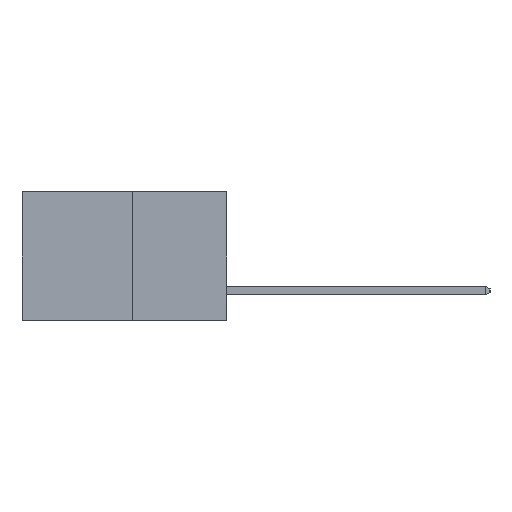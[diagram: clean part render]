
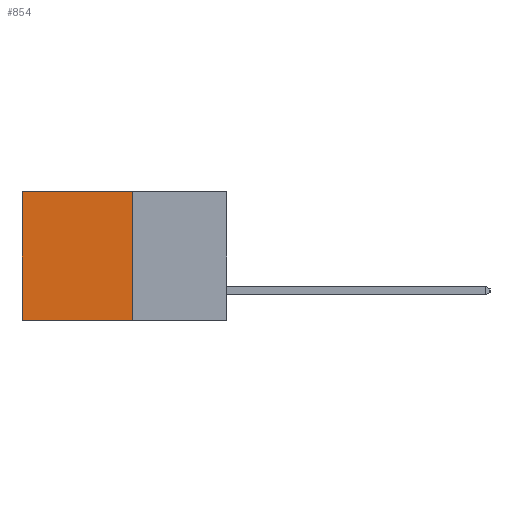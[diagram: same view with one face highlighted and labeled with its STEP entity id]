
A CAD part, left-side view. The second image highlights one B-rep face of the part: STEP entity #854.
In plain terms, the highlighted planar face has unit normal (-1, 0, 0).
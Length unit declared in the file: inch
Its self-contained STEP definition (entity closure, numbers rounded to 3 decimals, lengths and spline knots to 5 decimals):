
#71 = ORIENTED_EDGE ( 'NONE', *, *, #4464, .T. ) ;
#248 = ORIENTED_EDGE ( 'NONE', *, *, #5994, .F. ) ;
#443 = EDGE_CURVE ( 'NONE', #3154, #1159, #1443, .T. ) ;
#542 = CARTESIAN_POINT ( 'NONE',  ( 0.277, 0.59, 0. ) ) ;
#852 = AXIS2_PLACEMENT_3D ( 'NONE', #7134, #8492, #7235 ) ;
#854 = ADVANCED_FACE ( 'NONE', ( #3451 ), #6243, .F. ) ;
#1159 = VERTEX_POINT ( 'NONE', #4937 ) ;
#1181 = VECTOR ( 'NONE', #8152, 39.37008 ) ;
#1443 = LINE ( 'NONE', #6915, #1181 ) ;
#1521 = CARTESIAN_POINT ( 'NONE',  ( 0.277, 0.59, -0.37 ) ) ;
#1535 = LINE ( 'NONE', #5259, #1781 ) ;
#1781 = VECTOR ( 'NONE', #5247, 39.37008 ) ;
#2375 = VECTOR ( 'NONE', #4726, 39.37008 ) ;
#2485 = ORIENTED_EDGE ( 'NONE', *, *, #443, .F. ) ;
#2604 = LINE ( 'NONE', #4720, #2375 ) ;
#3154 = VERTEX_POINT ( 'NONE', #5057 ) ;
#3451 = FACE_OUTER_BOUND ( 'NONE', #7377, .T. ) ;
#3633 = VERTEX_POINT ( 'NONE', #542 ) ;
#4464 = EDGE_CURVE ( 'NONE', #3633, #8262, #7494, .T. ) ;
#4720 = CARTESIAN_POINT ( 'NONE',  ( 0.277, 0.27, -0.37 ) ) ;
#4726 = DIRECTION ( 'NONE',  ( 0., 1., 0. ) ) ;
#4937 = CARTESIAN_POINT ( 'NONE',  ( 0.277, 0.27, -0.37 ) ) ;
#5057 = CARTESIAN_POINT ( 'NONE',  ( 0.277, 0.27, 0. ) ) ;
#5247 = DIRECTION ( 'NONE',  ( 0., 1., 0. ) ) ;
#5259 = CARTESIAN_POINT ( 'NONE',  ( 0.277, 0.27, 0. ) ) ;
#5664 = VECTOR ( 'NONE', #7024, 39.37008 ) ;
#5887 = EDGE_CURVE ( 'NONE', #3154, #3633, #1535, .T. ) ;
#5994 = EDGE_CURVE ( 'NONE', #1159, #8262, #2604, .T. ) ;
#6243 = PLANE ( 'NONE',  #852 ) ;
#6915 = CARTESIAN_POINT ( 'NONE',  ( 0.277, 0.27, -0.37 ) ) ;
#7024 = DIRECTION ( 'NONE',  ( 0., 0., -1. ) ) ;
#7134 = CARTESIAN_POINT ( 'NONE',  ( 0.277, 0.27, -0.37 ) ) ;
#7235 = DIRECTION ( 'NONE',  ( 0., 0., -1. ) ) ;
#7377 = EDGE_LOOP ( 'NONE', ( #71, #248, #2485, #7650 ) ) ;
#7494 = LINE ( 'NONE', #1521, #5664 ) ;
#7650 = ORIENTED_EDGE ( 'NONE', *, *, #5887, .T. ) ;
#8152 = DIRECTION ( 'NONE',  ( 0., 0., -1. ) ) ;
#8262 = VERTEX_POINT ( 'NONE', #9050 ) ;
#8492 = DIRECTION ( 'NONE',  ( 1., 0., 0. ) ) ;
#9050 = CARTESIAN_POINT ( 'NONE',  ( 0.277, 0.59, -0.37 ) ) ;
